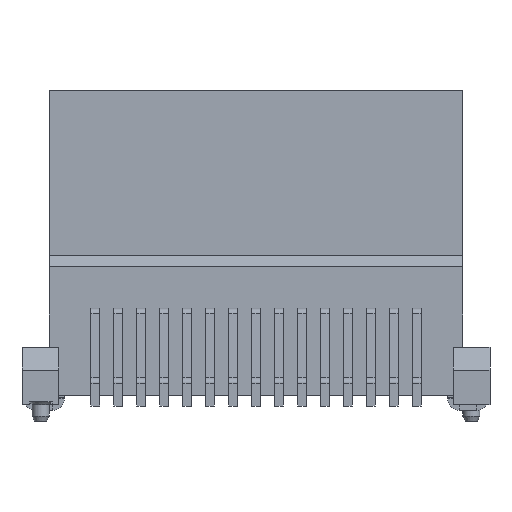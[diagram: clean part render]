
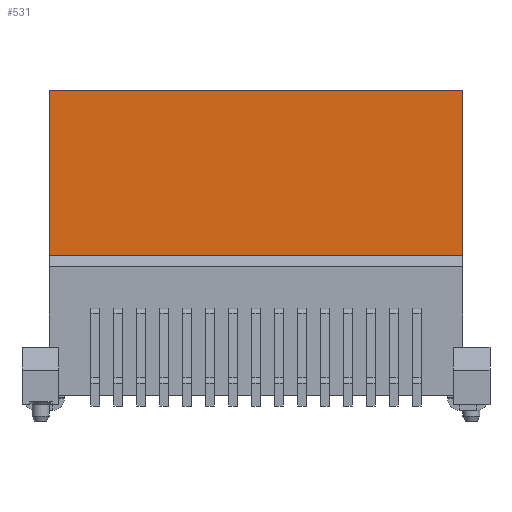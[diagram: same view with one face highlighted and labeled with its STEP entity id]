
A CAD part, front view. The second image highlights one B-rep face of the part: STEP entity #531.
In plain terms, the highlighted planar face has unit normal (0, -1, 0).
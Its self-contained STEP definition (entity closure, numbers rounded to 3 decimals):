
#341=CARTESIAN_POINT('',(-7.2,-1.75,5.2));
#342=VERTEX_POINT('',#341);
#349=CARTESIAN_POINT('',(-7.2,-1.75,10.95));
#350=VERTEX_POINT('',#349);
#351=CARTESIAN_POINT('',(-7.2,-1.75,5.2));
#352=DIRECTION('',(0.,0.,1.));
#353=VECTOR('',#352,5.75);
#354=LINE('',#351,#353);
#355=EDGE_CURVE('',#342,#350,#354,.T.);
#420=CARTESIAN_POINT('',(7.2,-1.75,10.95));
#421=VERTEX_POINT('',#420);
#428=CARTESIAN_POINT('',(7.2,-1.75,5.2));
#429=VERTEX_POINT('',#428);
#430=CARTESIAN_POINT('',(7.2,-1.75,10.95));
#431=DIRECTION('',(0.,0.,-1.));
#432=VECTOR('',#431,5.75);
#433=LINE('',#430,#432);
#434=EDGE_CURVE('',#421,#429,#433,.T.);
#467=CARTESIAN_POINT('',(7.2,-1.75,5.2));
#468=DIRECTION('',(-1.,0.,0.));
#469=VECTOR('',#468,14.4);
#470=LINE('',#467,#469);
#471=EDGE_CURVE('',#429,#342,#470,.T.);
#515=CARTESIAN_POINT('',(0.,-1.75,8.075));
#516=DIRECTION('',(0.,0.,1.));
#517=DIRECTION('',(0.,-1.,0.));
#518=AXIS2_PLACEMENT_3D('',#515,#517,#516);
#519=PLANE('',#518);
#520=ORIENTED_EDGE('',*,*,#355,.F.);
#521=ORIENTED_EDGE('',*,*,#471,.F.);
#522=ORIENTED_EDGE('',*,*,#434,.F.);
#523=CARTESIAN_POINT('',(7.2,-1.75,10.95));
#524=DIRECTION('',(-1.,0.,0.));
#525=VECTOR('',#524,14.4);
#526=LINE('',#523,#525);
#527=EDGE_CURVE('',#421,#350,#526,.T.);
#528=ORIENTED_EDGE('',*,*,#527,.T.);
#529=EDGE_LOOP('',(#520,#521,#522,#528));
#530=FACE_OUTER_BOUND('',#529,.T.);
#531=ADVANCED_FACE('',(#530),#519,.T.);
